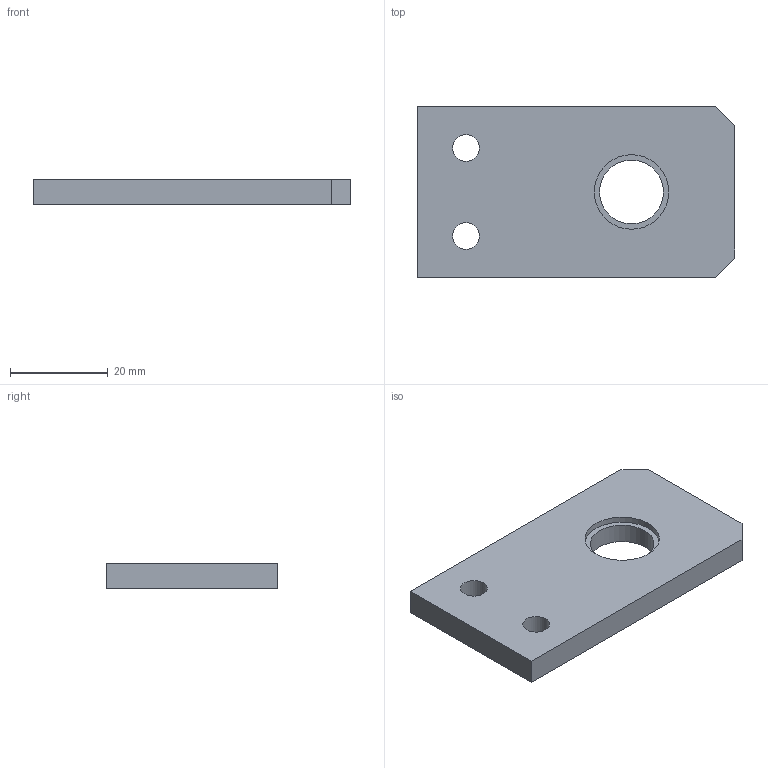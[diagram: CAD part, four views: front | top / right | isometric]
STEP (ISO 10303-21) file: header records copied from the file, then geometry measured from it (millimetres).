
Length unit declared in the file: millimetre
Products named in the file (1): Nosač motora1
Bounding box: 65 x 35 x 5.3 mm (x, y, z)
Volume: 10950.8 mm3; surface area: 5599.7 mm2
Topology: 1 solids, 1 shells, 13 faces, 30 edges, 20 vertices
Faces by surface type: plane 9, cylinder 4
Full cylindrical faces by diameter (mm): 5.5 x2, 13.05 x1, 15.25 x1
Entity records: 453 total; most frequent: DIRECTION 66, CARTESIAN_POINT 64, ORIENTED_EDGE 60, EDGE_CURVE 30, LINE 22, VECTOR 22, AXIS2_PLACEMENT_3D 22, EDGE_LOOP 20
